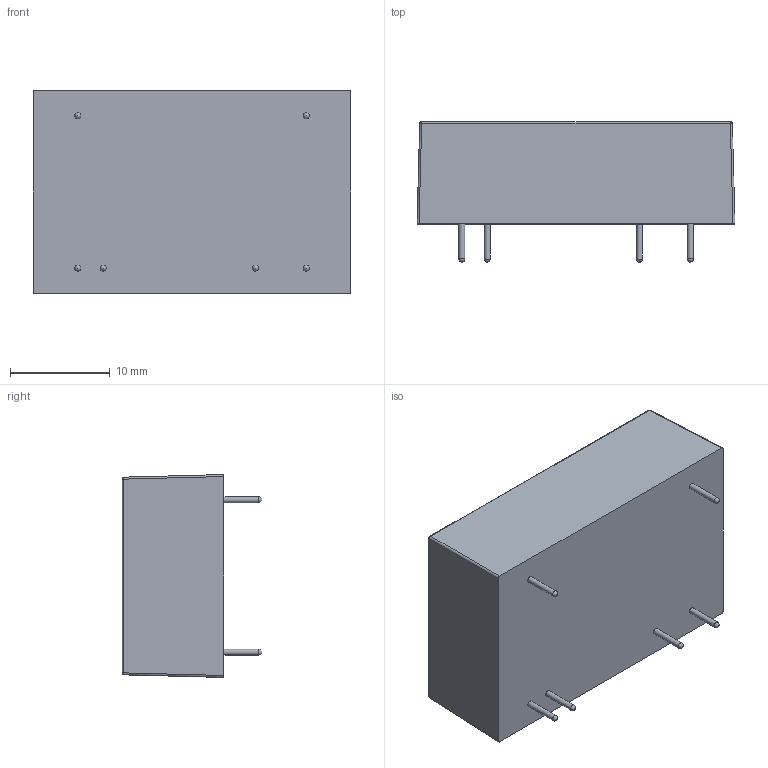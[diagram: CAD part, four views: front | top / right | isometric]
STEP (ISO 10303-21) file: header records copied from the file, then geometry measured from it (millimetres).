
FILE_DESCRIPTION (( 'STEP AP214' ), '1' );
FILE_NAME ('THM 10WI.STEP', '2020-10-19T09:51:57', ( 'user' ), ( '' ), 'SwSTEP 2.0', 'SolidWorks 2016', '' );
FILE_SCHEMA (( 'AUTOMOTIVE_DESIGN' ));
Length unit declared in the file: millimetre
Products named in the file (2): THM 10WI
Bounding box: 31.8 x 14 x 20.3 mm (x, y, z)
Volume: 6448.6 mm3; surface area: 2345.3 mm2
Topology: 1 solids, 1 shells, 30 faces, 76 edges, 44 vertices
Faces by surface type: cylinder 14, sphere 10, plane 6
Full cylindrical faces by diameter (mm): 0.6 x6
Entity records: 877 total; most frequent: DIRECTION 132, CARTESIAN_POINT 124, ORIENTED_EDGE 96, AXIS2_PLACEMENT_3D 56, EDGE_CURVE 48, EDGE_LOOP 42, FACE_OUTER_BOUND 36, VERTEX_POINT 32
